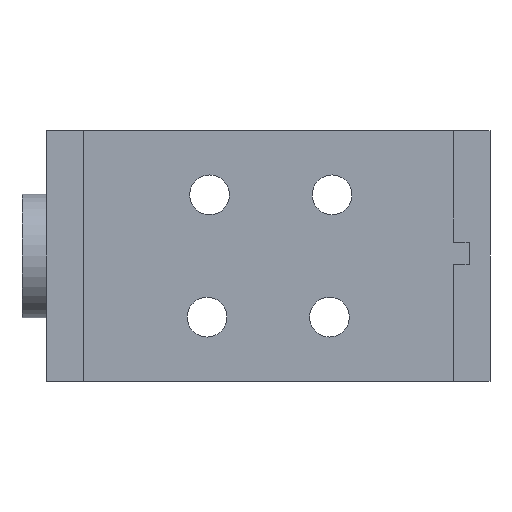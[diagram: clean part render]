
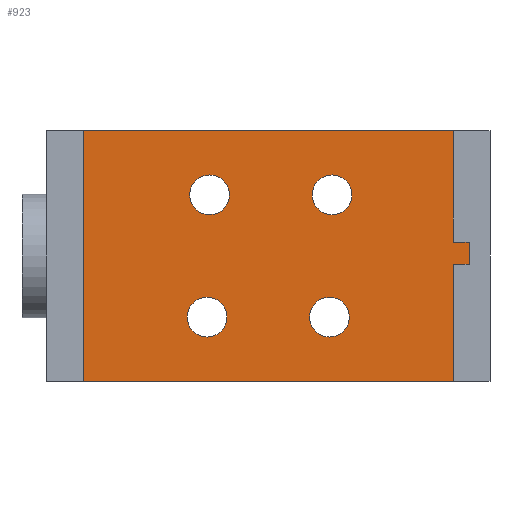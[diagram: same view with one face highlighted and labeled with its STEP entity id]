
A CAD part, left-side view. The second image highlights one B-rep face of the part: STEP entity #923.
In plain terms, the highlighted planar face has unit normal (-1, 0, 0).
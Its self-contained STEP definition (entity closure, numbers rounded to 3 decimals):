
#12 = CARTESIAN_POINT ( 'NONE',  ( 23.125, -13.125, -6.623 ) ) ;
#21 = EDGE_CURVE ( 'NONE', #557, #1451, #1513, .T. ) ;
#32 = AXIS2_PLACEMENT_3D ( 'NONE', #1589, #1774, #656 ) ;
#33 = CARTESIAN_POINT ( 'NONE',  ( 23.125, -33.25, -10.25 ) ) ;
#39 = CARTESIAN_POINT ( 'NONE',  ( 23.125, -23.338, 6.623 ) ) ;
#95 = ORIENTED_EDGE ( 'NONE', *, *, #1471, .F. ) ;
#99 = VERTEX_POINT ( 'NONE', #107 ) ;
#107 = CARTESIAN_POINT ( 'NONE',  ( 23.125, -13.338, 3.375 ) ) ;
#122 = DIRECTION ( 'NONE',  ( 0., 0., 1. ) ) ;
#135 = DIRECTION ( 'NONE',  ( 0., 0., 1. ) ) ;
#140 = CARTESIAN_POINT ( 'NONE',  ( 23.125, -13.125, -4.998 ) ) ;
#146 = AXIS2_PLACEMENT_3D ( 'NONE', #733, #1882, #262 ) ;
#155 = FACE_BOUND ( 'NONE', #353, .T. ) ;
#166 = CIRCLE ( 'NONE', #32, 1.625 ) ;
#215 = EDGE_CURVE ( 'NONE', #1190, #99, #1373, .T. ) ;
#238 = AXIS2_PLACEMENT_3D ( 'NONE', #140, #1112, #1066 ) ;
#259 = ORIENTED_EDGE ( 'NONE', *, *, #520, .F. ) ;
#262 = DIRECTION ( 'NONE',  ( 0., 0., 1. ) ) ;
#301 = VECTOR ( 'NONE', #377, 1000. ) ;
#324 = ORIENTED_EDGE ( 'NONE', *, *, #215, .F. ) ;
#327 = VECTOR ( 'NONE', #1346, 1000. ) ;
#353 = EDGE_LOOP ( 'NONE', ( #1900, #2046 ) ) ;
#354 = CARTESIAN_POINT ( 'NONE',  ( 23.125, -33.25, -10.25 ) ) ;
#359 = VECTOR ( 'NONE', #375, 1000. ) ;
#368 = EDGE_LOOP ( 'NONE', ( #1496, #662, #1317, #732, #638, #1652, #1572, #1832 ) ) ;
#375 = DIRECTION ( 'NONE',  ( 0., 0., 1. ) ) ;
#377 = DIRECTION ( 'NONE',  ( 0., 1., 0. ) ) ;
#419 = EDGE_CURVE ( 'NONE', #621, #1654, #1242, .T. ) ;
#442 = LINE ( 'NONE', #2019, #1734 ) ;
#480 = AXIS2_PLACEMENT_3D ( 'NONE', #1389, #746, #135 ) ;
#507 = CARTESIAN_POINT ( 'NONE',  ( 23.125, -13.338, 5. ) ) ;
#512 = EDGE_CURVE ( 'NONE', #1906, #660, #811, .T. ) ;
#516 = CARTESIAN_POINT ( 'NONE',  ( 23.125, -3., 10.25 ) ) ;
#520 = EDGE_CURVE ( 'NONE', #99, #1190, #812, .T. ) ;
#532 = LINE ( 'NONE', #1980, #359 ) ;
#557 = VERTEX_POINT ( 'NONE', #12 ) ;
#583 = EDGE_LOOP ( 'NONE', ( #324, #259 ) ) ;
#584 = CARTESIAN_POINT ( 'NONE',  ( 23.125, -33.25, -10.25 ) ) ;
#603 = DIRECTION ( 'NONE',  ( 0., -1., 0. ) ) ;
#606 = DIRECTION ( 'NONE',  ( -1., 0., 0. ) ) ;
#611 = VECTOR ( 'NONE', #1372, 1000. ) ;
#621 = VERTEX_POINT ( 'NONE', #1811 ) ;
#633 = CARTESIAN_POINT ( 'NONE',  ( 23.125, -23.338, 3.373 ) ) ;
#638 = ORIENTED_EDGE ( 'NONE', *, *, #419, .F. ) ;
#644 = VERTEX_POINT ( 'NONE', #1800 ) ;
#645 = CARTESIAN_POINT ( 'NONE',  ( 23.125, -36.25, 10.25 ) ) ;
#656 = DIRECTION ( 'NONE',  ( 0., 0., 1. ) ) ;
#660 = VERTEX_POINT ( 'NONE', #1018 ) ;
#662 = ORIENTED_EDGE ( 'NONE', *, *, #1287, .T. ) ;
#663 = DIRECTION ( 'NONE',  ( 0., 0., -1. ) ) ;
#666 = DIRECTION ( 'NONE',  ( 0., 0., 1. ) ) ;
#686 = CARTESIAN_POINT ( 'NONE',  ( 23.125, -13.338, 6.625 ) ) ;
#712 = CARTESIAN_POINT ( 'NONE',  ( 23.125, -34.55, 1.135 ) ) ;
#732 = ORIENTED_EDGE ( 'NONE', *, *, #1835, .F. ) ;
#733 = CARTESIAN_POINT ( 'NONE',  ( 23.125, -23.125, -5. ) ) ;
#746 = DIRECTION ( 'NONE',  ( -1., 0., 0. ) ) ;
#775 = AXIS2_PLACEMENT_3D ( 'NONE', #645, #1756, #663 ) ;
#779 = EDGE_CURVE ( 'NONE', #787, #1705, #1778, .T. ) ;
#787 = VERTEX_POINT ( 'NONE', #1731 ) ;
#810 = AXIS2_PLACEMENT_3D ( 'NONE', #1212, #1691, #1074 ) ;
#811 = LINE ( 'NONE', #516, #1118 ) ;
#812 = CIRCLE ( 'NONE', #1181, 1.625 ) ;
#836 = LINE ( 'NONE', #1327, #1230 ) ;
#858 = LINE ( 'NONE', #1500, #327 ) ;
#859 = CIRCLE ( 'NONE', #1825, 1.625 ) ;
#867 = EDGE_CURVE ( 'NONE', #1218, #942, #1370, .T. ) ;
#892 = AXIS2_PLACEMENT_3D ( 'NONE', #1229, #1380, #1545 ) ;
#923 = ADVANCED_FACE ( 'NONE', ( #963, #1763, #1920, #155, #1598 ), #1457, .F. ) ;
#942 = VERTEX_POINT ( 'NONE', #633 ) ;
#963 = FACE_BOUND ( 'NONE', #583, .T. ) ;
#1018 = CARTESIAN_POINT ( 'NONE',  ( 23.125, -3., -10.25 ) ) ;
#1043 = EDGE_CURVE ( 'NONE', #1350, #1331, #1461, .T. ) ;
#1066 = DIRECTION ( 'NONE',  ( 0., 0., 1. ) ) ;
#1074 = DIRECTION ( 'NONE',  ( 0., 0., 1. ) ) ;
#1112 = DIRECTION ( 'NONE',  ( -1., 0., 0. ) ) ;
#1116 = EDGE_LOOP ( 'NONE', ( #1983, #1569 ) ) ;
#1118 = VECTOR ( 'NONE', #1600, 1000. ) ;
#1119 = CARTESIAN_POINT ( 'NONE',  ( 23.125, -23.338, 4.998 ) ) ;
#1165 = LINE ( 'NONE', #1629, #301 ) ;
#1176 = CARTESIAN_POINT ( 'NONE',  ( 23.125, -33.25, 1.135 ) ) ;
#1181 = AXIS2_PLACEMENT_3D ( 'NONE', #507, #1608, #666 ) ;
#1190 = VERTEX_POINT ( 'NONE', #686 ) ;
#1212 = CARTESIAN_POINT ( 'NONE',  ( 23.125, -13.338, 5. ) ) ;
#1218 = VERTEX_POINT ( 'NONE', #39 ) ;
#1229 = CARTESIAN_POINT ( 'NONE',  ( 23.125, -23.125, -5. ) ) ;
#1230 = VECTOR ( 'NONE', #1318, 1000. ) ;
#1242 = LINE ( 'NONE', #584, #611 ) ;
#1287 = EDGE_CURVE ( 'NONE', #1350, #1906, #1165, .T. ) ;
#1290 = EDGE_LOOP ( 'NONE', ( #1696, #95 ) ) ;
#1317 = ORIENTED_EDGE ( 'NONE', *, *, #512, .T. ) ;
#1318 = DIRECTION ( 'NONE',  ( 0., 1., 0. ) ) ;
#1327 = CARTESIAN_POINT ( 'NONE',  ( 23.125, -34.55, 1.135 ) ) ;
#1330 = CARTESIAN_POINT ( 'NONE',  ( 23.125, -33.25, 10.25 ) ) ;
#1331 = VERTEX_POINT ( 'NONE', #1176 ) ;
#1346 = DIRECTION ( 'NONE',  ( 0., 1., 0. ) ) ;
#1350 = VERTEX_POINT ( 'NONE', #1330 ) ;
#1370 = CIRCLE ( 'NONE', #480, 1.625 ) ;
#1372 = DIRECTION ( 'NONE',  ( 0., 0., -1. ) ) ;
#1373 = CIRCLE ( 'NONE', #810, 1.625 ) ;
#1380 = DIRECTION ( 'NONE',  ( -1., 0., 0. ) ) ;
#1389 = CARTESIAN_POINT ( 'NONE',  ( 23.125, -23.338, 4.998 ) ) ;
#1430 = CIRCLE ( 'NONE', #892, 1.625 ) ;
#1451 = VERTEX_POINT ( 'NONE', #1976 ) ;
#1457 = PLANE ( 'NONE',  #775 ) ;
#1461 = LINE ( 'NONE', #33, #1580 ) ;
#1471 = EDGE_CURVE ( 'NONE', #1705, #787, #1430, .T. ) ;
#1496 = ORIENTED_EDGE ( 'NONE', *, *, #1043, .F. ) ;
#1500 = CARTESIAN_POINT ( 'NONE',  ( 23.125, -36.25, -10.25 ) ) ;
#1513 = CIRCLE ( 'NONE', #238, 1.625 ) ;
#1545 = DIRECTION ( 'NONE',  ( 0., 0., 1. ) ) ;
#1569 = ORIENTED_EDGE ( 'NONE', *, *, #1586, .F. ) ;
#1572 = ORIENTED_EDGE ( 'NONE', *, *, #1863, .T. ) ;
#1580 = VECTOR ( 'NONE', #1603, 1000. ) ;
#1586 = EDGE_CURVE ( 'NONE', #942, #1218, #859, .T. ) ;
#1589 = CARTESIAN_POINT ( 'NONE',  ( 23.125, -13.125, -4.998 ) ) ;
#1598 = FACE_OUTER_BOUND ( 'NONE', #368, .T. ) ;
#1600 = DIRECTION ( 'NONE',  ( 0., 0., -1. ) ) ;
#1603 = DIRECTION ( 'NONE',  ( 0., 0., -1. ) ) ;
#1608 = DIRECTION ( 'NONE',  ( -1., 0., 0. ) ) ;
#1614 = EDGE_CURVE ( 'NONE', #1451, #557, #166, .T. ) ;
#1629 = CARTESIAN_POINT ( 'NONE',  ( 23.125, -36.25, 10.25 ) ) ;
#1636 = CARTESIAN_POINT ( 'NONE',  ( 23.125, -23.125, -6.625 ) ) ;
#1652 = ORIENTED_EDGE ( 'NONE', *, *, #1947, .T. ) ;
#1654 = VERTEX_POINT ( 'NONE', #354 ) ;
#1691 = DIRECTION ( 'NONE',  ( -1., 0., 0. ) ) ;
#1696 = ORIENTED_EDGE ( 'NONE', *, *, #779, .F. ) ;
#1705 = VERTEX_POINT ( 'NONE', #1636 ) ;
#1718 = EDGE_CURVE ( 'NONE', #1813, #1331, #836, .T. ) ;
#1731 = CARTESIAN_POINT ( 'NONE',  ( 23.125, -23.125, -3.375 ) ) ;
#1734 = VECTOR ( 'NONE', #603, 1000. ) ;
#1756 = DIRECTION ( 'NONE',  ( 1., 0., 0. ) ) ;
#1763 = FACE_BOUND ( 'NONE', #1116, .T. ) ;
#1774 = DIRECTION ( 'NONE',  ( -1., 0., 0. ) ) ;
#1778 = CIRCLE ( 'NONE', #146, 1.625 ) ;
#1800 = CARTESIAN_POINT ( 'NONE',  ( 23.125, -34.55, -0.665 ) ) ;
#1811 = CARTESIAN_POINT ( 'NONE',  ( 23.125, -33.25, -0.665 ) ) ;
#1813 = VERTEX_POINT ( 'NONE', #712 ) ;
#1825 = AXIS2_PLACEMENT_3D ( 'NONE', #1119, #606, #122 ) ;
#1832 = ORIENTED_EDGE ( 'NONE', *, *, #1718, .T. ) ;
#1835 = EDGE_CURVE ( 'NONE', #1654, #660, #858, .T. ) ;
#1848 = CARTESIAN_POINT ( 'NONE',  ( 23.125, -3., 10.25 ) ) ;
#1863 = EDGE_CURVE ( 'NONE', #644, #1813, #532, .T. ) ;
#1882 = DIRECTION ( 'NONE',  ( -1., 0., 0. ) ) ;
#1900 = ORIENTED_EDGE ( 'NONE', *, *, #1614, .F. ) ;
#1906 = VERTEX_POINT ( 'NONE', #1848 ) ;
#1920 = FACE_BOUND ( 'NONE', #1290, .T. ) ;
#1947 = EDGE_CURVE ( 'NONE', #621, #644, #442, .T. ) ;
#1976 = CARTESIAN_POINT ( 'NONE',  ( 23.125, -13.125, -3.373 ) ) ;
#1980 = CARTESIAN_POINT ( 'NONE',  ( 23.125, -34.55, -0.665 ) ) ;
#1983 = ORIENTED_EDGE ( 'NONE', *, *, #867, .F. ) ;
#2019 = CARTESIAN_POINT ( 'NONE',  ( 23.125, -34.55, -0.665 ) ) ;
#2046 = ORIENTED_EDGE ( 'NONE', *, *, #21, .F. ) ;
